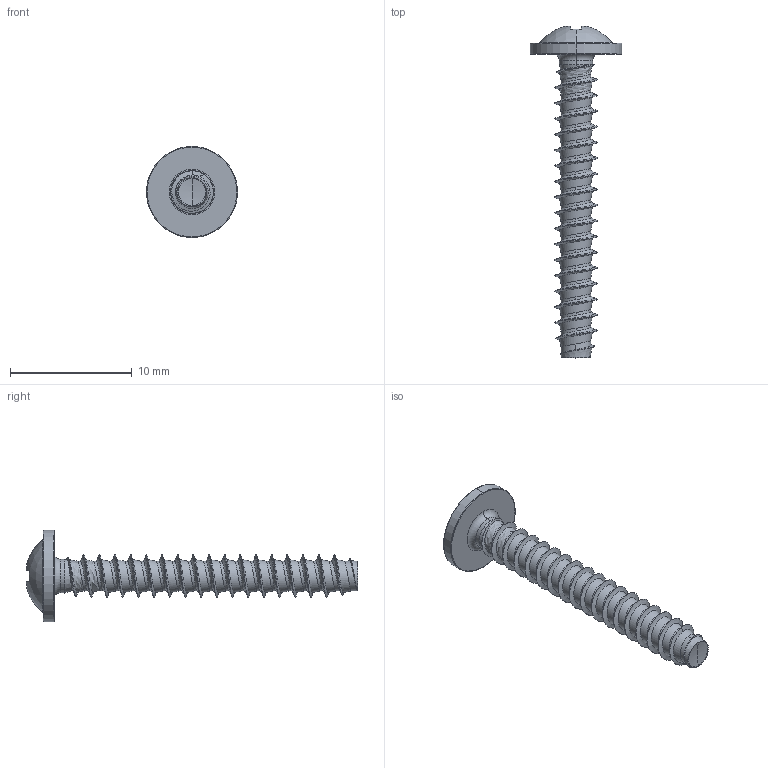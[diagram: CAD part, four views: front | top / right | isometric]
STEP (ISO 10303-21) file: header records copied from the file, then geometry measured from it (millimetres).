
FILE_DESCRIPTION (( 'STEP AP203' ), '1' );
FILE_NAME ('STP210350250.STEP', '2017-08-14T17:24:51', ( '' ), ( '' ), 'SwSTEP 2.0', 'SolidWorks 2015', '' );
FILE_SCHEMA (( 'CONFIG_CONTROL_DESIGN' ));
Length unit declared in the file: millimetre
Products named in the file (1): STP210350250
Bounding box: 7.5 x 27.31 x 7.5 mm (x, y, z)
Volume: 196.7 mm3; surface area: 443.5 mm2
Topology: 1 solids, 1 shells, 209 faces, 509 edges, 303 vertices
Faces by surface type: cylinder 64, bspline 55, plane 31, torus 30, sphere 20, cone 9
Entity records: 35223 total; most frequent: CARTESIAN_POINT 30828, ORIENTED_EDGE 1014, DIRECTION 795, EDGE_CURVE 507, AXIS2_PLACEMENT_3D 343, VERTEX_POINT 303, EDGE_LOOP 212, ADVANCED_FACE 209
